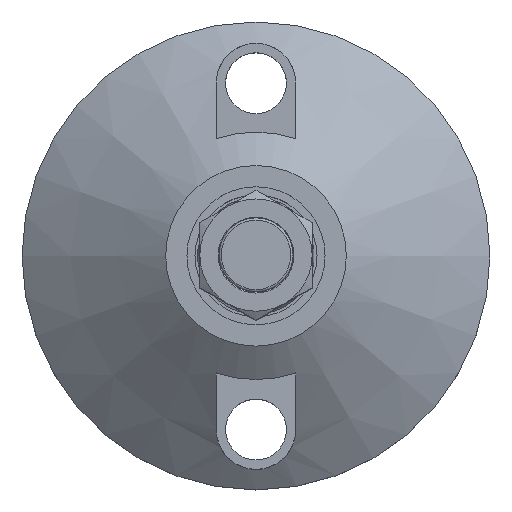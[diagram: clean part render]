
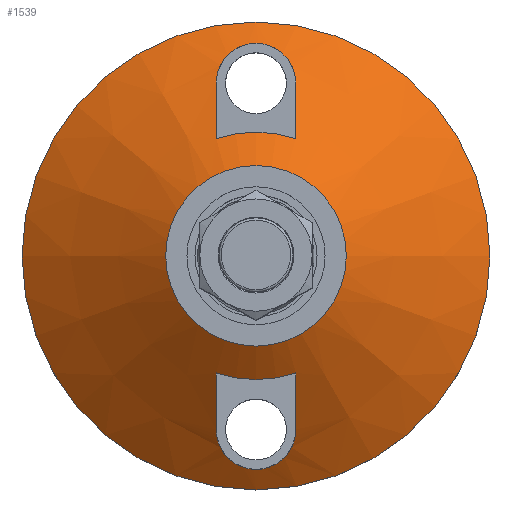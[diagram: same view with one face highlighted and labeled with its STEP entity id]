
A CAD part, top view. The second image highlights one B-rep face of the part: STEP entity #1539.
In plain terms, the highlighted conical face has half-angle 55 degrees and reference radius 34.65 mm.
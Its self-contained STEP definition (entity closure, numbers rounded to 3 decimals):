
#43=FACE_BOUND('',#331,.T.);
#44=FACE_BOUND('',#332,.T.);
#110=CONICAL_SURFACE('',#1702,34.65,0.96);
#152=B_SPLINE_CURVE_WITH_KNOTS('',3,(#4902,#4903,#4904,#4905,#4906,#4907,
#4908,#4909,#4910,#4911,#4912,#4913,#4914,#4915,#4916,#4917,#4918,#4919),
 .UNSPECIFIED.,.F.,.F.,(4,2,2,2,2,2,2,2,4),(2.663,2.867,
3.3,3.686,4.072,4.459,4.845,
5.278,5.482),.UNSPECIFIED.);
#153=B_SPLINE_CURVE_WITH_KNOTS('',3,(#4934,#4935,#4936,#4937,#4938,#4939,
#4940,#4941,#4942,#4943,#4944,#4945,#4946,#4947,#4948,#4949,#4950,#4951),
 .UNSPECIFIED.,.F.,.F.,(4,2,2,2,2,2,2,2,4),(2.664,2.864,
3.298,3.685,4.071,4.458,4.845,
5.278,5.478),.UNSPECIFIED.);
#229=FACE_OUTER_BOUND('',#330,.T.);
#330=EDGE_LOOP('',(#1348,#1349,#1350,#1351));
#331=EDGE_LOOP('',(#1352,#1353,#1354,#1355));
#332=EDGE_LOOP('',(#1356,#1357,#1358,#1359));
#401=CIRCLE('',#1703,19.299);
#402=CIRCLE('',#1704,50.);
#403=CIRCLE('',#1705,26.44);
#404=CIRCLE('',#1706,26.44);
#490=(
BOUNDED_CURVE()
B_SPLINE_CURVE(2,(#4953,#4954,#4955),.UNSPECIFIED.,.F.,.F.)
B_SPLINE_CURVE_WITH_KNOTS((3,3),(1.264,2.932),
 .UNSPECIFIED.)
CURVE()
GEOMETRIC_REPRESENTATION_ITEM()
RATIONAL_B_SPLINE_CURVE((1.027,1.031,1.))
REPRESENTATION_ITEM('')
);
#491=(
BOUNDED_CURVE()
B_SPLINE_CURVE(2,(#4958,#4959,#4960),.UNSPECIFIED.,.F.,.F.)
B_SPLINE_CURVE_WITH_KNOTS((3,3),(0.,1.669),.UNSPECIFIED.)
CURVE()
GEOMETRIC_REPRESENTATION_ITEM()
RATIONAL_B_SPLINE_CURVE((1.,1.031,1.027))
REPRESENTATION_ITEM('')
);
#492=(
BOUNDED_CURVE()
B_SPLINE_CURVE(2,(#4962,#4963,#4964),.UNSPECIFIED.,.F.,.F.)
B_SPLINE_CURVE_WITH_KNOTS((3,3),(1.239,2.932),
 .UNSPECIFIED.)
CURVE()
GEOMETRIC_REPRESENTATION_ITEM()
RATIONAL_B_SPLINE_CURVE((1.027,1.031,1.))
REPRESENTATION_ITEM('')
);
#493=(
BOUNDED_CURVE()
B_SPLINE_CURVE(2,(#4967,#4968,#4969),.UNSPECIFIED.,.F.,.F.)
B_SPLINE_CURVE_WITH_KNOTS((3,3),(0.,1.693),.UNSPECIFIED.)
CURVE()
GEOMETRIC_REPRESENTATION_ITEM()
RATIONAL_B_SPLINE_CURVE((1.,1.031,1.027))
REPRESENTATION_ITEM('')
);
#534=LINE('',#4930,#587);
#587=VECTOR('',#2019,34.65);
#714=VERTEX_POINT('',#4895);
#717=VERTEX_POINT('',#4900);
#720=VERTEX_POINT('',#4927);
#721=VERTEX_POINT('',#4929);
#722=VERTEX_POINT('',#4932);
#723=VERTEX_POINT('',#4933);
#724=VERTEX_POINT('',#4952);
#725=VERTEX_POINT('',#4956);
#726=VERTEX_POINT('',#4961);
#727=VERTEX_POINT('',#4965);
#931=EDGE_CURVE('',#714,#717,#152,.T.);
#935=EDGE_CURVE('',#720,#720,#401,.T.);
#936=EDGE_CURVE('',#720,#721,#534,.T.);
#937=EDGE_CURVE('',#721,#721,#402,.T.);
#938=EDGE_CURVE('',#722,#723,#153,.T.);
#939=EDGE_CURVE('',#723,#724,#490,.T.);
#940=EDGE_CURVE('',#724,#725,#403,.T.);
#941=EDGE_CURVE('',#725,#722,#491,.T.);
#942=EDGE_CURVE('',#717,#726,#492,.T.);
#943=EDGE_CURVE('',#726,#727,#404,.T.);
#944=EDGE_CURVE('',#727,#714,#493,.T.);
#1348=ORIENTED_EDGE('',*,*,#935,.T.);
#1349=ORIENTED_EDGE('',*,*,#936,.T.);
#1350=ORIENTED_EDGE('',*,*,#937,.T.);
#1351=ORIENTED_EDGE('',*,*,#936,.F.);
#1352=ORIENTED_EDGE('',*,*,#938,.T.);
#1353=ORIENTED_EDGE('',*,*,#939,.T.);
#1354=ORIENTED_EDGE('',*,*,#940,.T.);
#1355=ORIENTED_EDGE('',*,*,#941,.T.);
#1356=ORIENTED_EDGE('',*,*,#931,.T.);
#1357=ORIENTED_EDGE('',*,*,#942,.T.);
#1358=ORIENTED_EDGE('',*,*,#943,.T.);
#1359=ORIENTED_EDGE('',*,*,#944,.T.);
#1539=ADVANCED_FACE('',(#229,#43,#44),#110,.T.);
#1702=AXIS2_PLACEMENT_3D('',#4926,#2015,#2016);
#1703=AXIS2_PLACEMENT_3D('',#4928,#2017,#2018);
#1704=AXIS2_PLACEMENT_3D('',#4931,#2020,#2021);
#1705=AXIS2_PLACEMENT_3D('',#4957,#2022,#2023);
#1706=AXIS2_PLACEMENT_3D('',#4966,#2024,#2025);
#2015=DIRECTION('center_axis',(0.,0.,-1.));
#2016=DIRECTION('ref_axis',(1.,0.,0.));
#2017=DIRECTION('center_axis',(0.,0.,-1.));
#2018=DIRECTION('ref_axis',(1.,0.,0.));
#2019=DIRECTION('',(-0.819,0.,-0.574));
#2020=DIRECTION('center_axis',(0.,0.,1.));
#2021=DIRECTION('ref_axis',(1.,0.,0.));
#2022=DIRECTION('center_axis',(0.,0.,1.));
#2023=DIRECTION('ref_axis',(1.,0.,0.));
#2024=DIRECTION('center_axis',(0.,0.,1.));
#2025=DIRECTION('ref_axis',(1.,0.,0.));
#4895=CARTESIAN_POINT('',(8.5,-37.11,16.856));
#4900=CARTESIAN_POINT('',(-8.5,-37.11,16.856));
#4902=CARTESIAN_POINT('Ctrl Pts',(8.5,-37.11,16.856));
#4903=CARTESIAN_POINT('Ctrl Pts',(8.501,-37.7,16.453));
#4904=CARTESIAN_POINT('Ctrl Pts',(8.441,-38.301,16.052));
#4905=CARTESIAN_POINT('Ctrl Pts',(8.047,-40.157,14.838));
#4906=CARTESIAN_POINT('Ctrl Pts',(7.473,-41.386,14.074));
#4907=CARTESIAN_POINT('Ctrl Pts',(5.941,-43.32,12.902));
#4908=CARTESIAN_POINT('Ctrl Pts',(4.945,-44.165,12.407));
#4909=CARTESIAN_POINT('Ctrl Pts',(2.618,-45.32,11.738));
#4910=CARTESIAN_POINT('Ctrl Pts',(1.288,-45.63,11.563));
#4911=CARTESIAN_POINT('Ctrl Pts',(-1.288,-45.63,11.563));
#4912=CARTESIAN_POINT('Ctrl Pts',(-2.618,-45.32,11.738));
#4913=CARTESIAN_POINT('Ctrl Pts',(-4.945,-44.165,12.407));
#4914=CARTESIAN_POINT('Ctrl Pts',(-5.941,-43.32,12.902));
#4915=CARTESIAN_POINT('Ctrl Pts',(-7.473,-41.386,14.074));
#4916=CARTESIAN_POINT('Ctrl Pts',(-8.047,-40.157,14.838));
#4917=CARTESIAN_POINT('Ctrl Pts',(-8.441,-38.301,16.052));
#4918=CARTESIAN_POINT('Ctrl Pts',(-8.501,-37.7,16.453));
#4919=CARTESIAN_POINT('Ctrl Pts',(-8.5,-37.11,16.856));
#4926=CARTESIAN_POINT('Origin',(0.,0.,19.251));
#4927=CARTESIAN_POINT('',(-19.299,0.,30.));
#4928=CARTESIAN_POINT('Origin',(0.,0.,30.));
#4929=CARTESIAN_POINT('',(-50.,0.,8.503));
#4930=CARTESIAN_POINT('',(-34.65,0.,19.251));
#4931=CARTESIAN_POINT('Origin',(0.,0.,8.503));
#4932=CARTESIAN_POINT('',(-8.51,36.901,16.997));
#4933=CARTESIAN_POINT('',(8.49,36.901,17.));
#4934=CARTESIAN_POINT('Ctrl Pts',(-8.51,36.901,16.997));
#4935=CARTESIAN_POINT('Ctrl Pts',(-8.51,37.481,16.601));
#4936=CARTESIAN_POINT('Ctrl Pts',(-8.45,38.071,16.207));
#4937=CARTESIAN_POINT('Ctrl Pts',(-8.061,39.918,15.));
#4938=CARTESIAN_POINT('Ctrl Pts',(-7.487,41.149,14.235));
#4939=CARTESIAN_POINT('Ctrl Pts',(-5.956,43.086,13.063));
#4940=CARTESIAN_POINT('Ctrl Pts',(-4.96,43.932,12.568));
#4941=CARTESIAN_POINT('Ctrl Pts',(-2.632,45.09,11.898));
#4942=CARTESIAN_POINT('Ctrl Pts',(-1.301,45.401,11.723));
#4943=CARTESIAN_POINT('Ctrl Pts',(1.277,45.402,11.723));
#4944=CARTESIAN_POINT('Ctrl Pts',(2.609,45.092,11.898));
#4945=CARTESIAN_POINT('Ctrl Pts',(4.937,43.935,12.568));
#4946=CARTESIAN_POINT('Ctrl Pts',(5.933,43.089,13.063));
#4947=CARTESIAN_POINT('Ctrl Pts',(7.466,41.152,14.235));
#4948=CARTESIAN_POINT('Ctrl Pts',(8.04,39.923,15.));
#4949=CARTESIAN_POINT('Ctrl Pts',(8.43,38.074,16.208));
#4950=CARTESIAN_POINT('Ctrl Pts',(8.49,37.482,16.603));
#4951=CARTESIAN_POINT('Ctrl Pts',(8.49,36.901,17.));
#4952=CARTESIAN_POINT('',(8.49,25.039,25.));
#4953=CARTESIAN_POINT('Ctrl Pts',(8.49,36.901,17.));
#4954=CARTESIAN_POINT('Ctrl Pts',(8.49,29.917,21.766));
#4955=CARTESIAN_POINT('Ctrl Pts',(8.49,25.039,25.));
#4956=CARTESIAN_POINT('',(-8.51,25.033,25.));
#4957=CARTESIAN_POINT('Origin',(0.,0.,25.));
#4958=CARTESIAN_POINT('Ctrl Pts',(-8.51,25.033,25.));
#4959=CARTESIAN_POINT('Ctrl Pts',(-8.51,29.912,21.765));
#4960=CARTESIAN_POINT('Ctrl Pts',(-8.51,36.901,16.997));
#4961=CARTESIAN_POINT('',(-8.5,-25.036,25.));
#4962=CARTESIAN_POINT('Ctrl Pts',(-8.5,-37.11,16.856));
#4963=CARTESIAN_POINT('Ctrl Pts',(-8.5,-29.985,21.719));
#4964=CARTESIAN_POINT('Ctrl Pts',(-8.5,-25.036,25.));
#4965=CARTESIAN_POINT('',(8.5,-25.036,25.));
#4966=CARTESIAN_POINT('Origin',(0.,0.,25.));
#4967=CARTESIAN_POINT('Ctrl Pts',(8.5,-25.036,25.));
#4968=CARTESIAN_POINT('Ctrl Pts',(8.5,-29.985,21.719));
#4969=CARTESIAN_POINT('Ctrl Pts',(8.5,-37.11,16.856));
